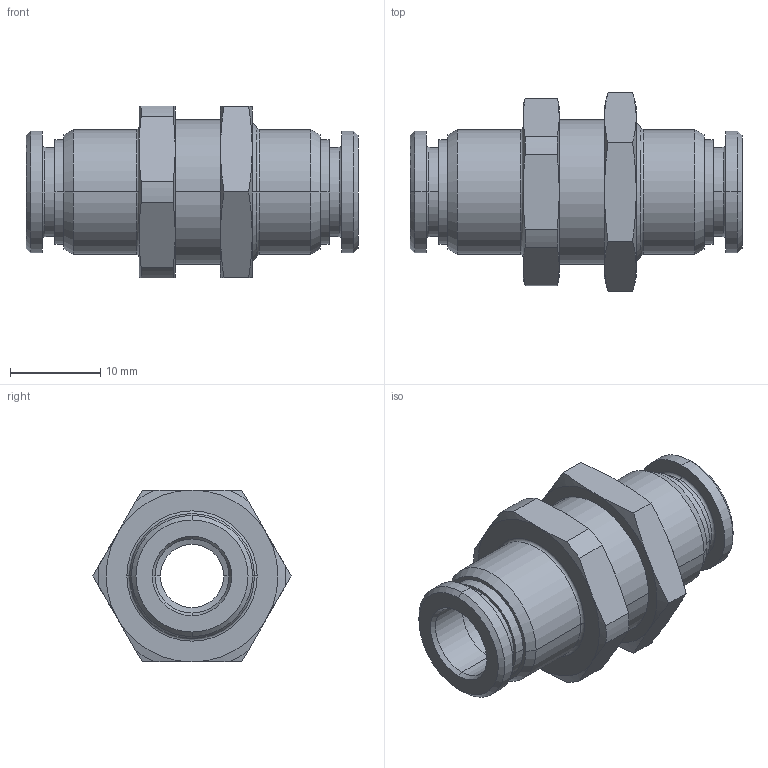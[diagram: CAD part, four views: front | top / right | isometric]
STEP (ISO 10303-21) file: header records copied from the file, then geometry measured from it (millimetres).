
FILE_DESCRIPTION((''),'2;1');
FILE_NAME('mxm.27.06.06',(''),('sopra-pneumatic'),'PRO/ENGINEER BY PARAMETRIC TECHNOLOGY CORPORATION, 2015110','PRO/ENGINEER BY PARAMETRIC TECHNOLOGY CORPORATION, 2015110','');
FILE_SCHEMA(('CONFIG_CONTROL_DESIGN'));
Length unit declared in the file: millimetre
Products named in the file (3): 383437B_959X4-8FF-OUM; 251705_256M-M16X1; 383437B_959X4-8FF_ASM
Assembly tree (2 placements, depth 2):
  383437B_959X4-8FF_ASM
    383437B_959X4-8FF-OUM
    251705_256M-M16X1
Bounding box: 36.7 x 21.94 x 19 mm (x, y, z)
Volume: 4704.2 mm3; surface area: 4162.7 mm2
Topology: 2 solids, 2 shells, 130 faces, 282 edges, 168 vertices
Faces by surface type: cone 54, cylinder 36, plane 28, torus 12
Entity records: 3700 total; most frequent: CARTESIAN_POINT 747, DIRECTION 656, ORIENTED_EDGE 564, AXIS2_PLACEMENT_3D 287, EDGE_CURVE 282, VERTEX_POINT 168, CIRCLE 152, EDGE_LOOP 146
